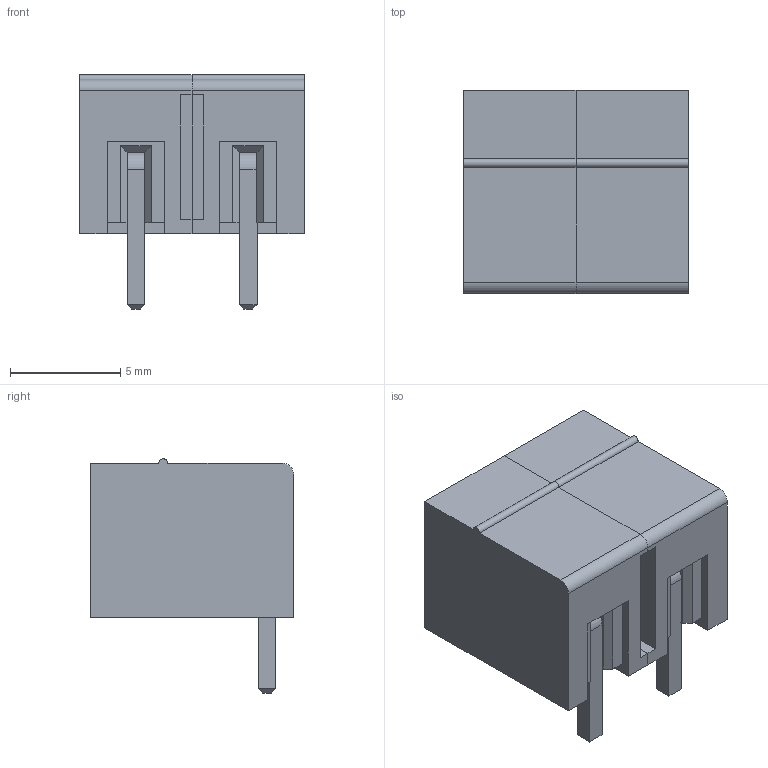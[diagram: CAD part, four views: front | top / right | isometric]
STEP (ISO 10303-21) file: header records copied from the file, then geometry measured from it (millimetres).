
FILE_DESCRIPTION(/* description */ (''),/* implementation_level */ '2;1');
FILE_NAME(/* name */ '15EDGRC-5.08- 02P-14-00A(H).stp',/* time_stamp */ '2019-05-19T23:43:47+03:00',/* author */ ('Boris'),/* organization */ (''),/* preprocessor_version */ 'ST-DEVELOPER v17.2',/* originating_system */ 'Autodesk Inventor 2019',/* authorisation */ '');
FILE_SCHEMA (('AUTOMOTIVE_DESIGN { 1 0 10303 214 3 1 1 }'));
Length unit declared in the file: millimetre
Products named in the file (4): 15EDGRC-5.08- 02P-14-00A(H); body_1pc; body_1pc_1; contact
Assembly tree (4 placements, depth 2):
  15EDGRC-5.08- 02P-14-00A(H)
    body_1pc
    contact  x2
    body_1pc_1
Bounding box: 10.16 x 9.2 x 10.6 mm (x, y, z)
Volume: 364.7 mm3; surface area: 1090.3 mm2
Topology: 4 solids, 4 shells, 132 faces, 346 edges, 222 vertices
Faces by surface type: plane 122, cylinder 10
Full cylindrical faces by diameter (mm): 2.2 x2
Entity records: 3687 total; most frequent: CARTESIAN_POINT 632, ORIENTED_EDGE 618, DIRECTION 575, EDGE_CURVE 309, LINE 289, VECTOR 289, VERTEX_POINT 200, AXIS2_PLACEMENT_3D 143
